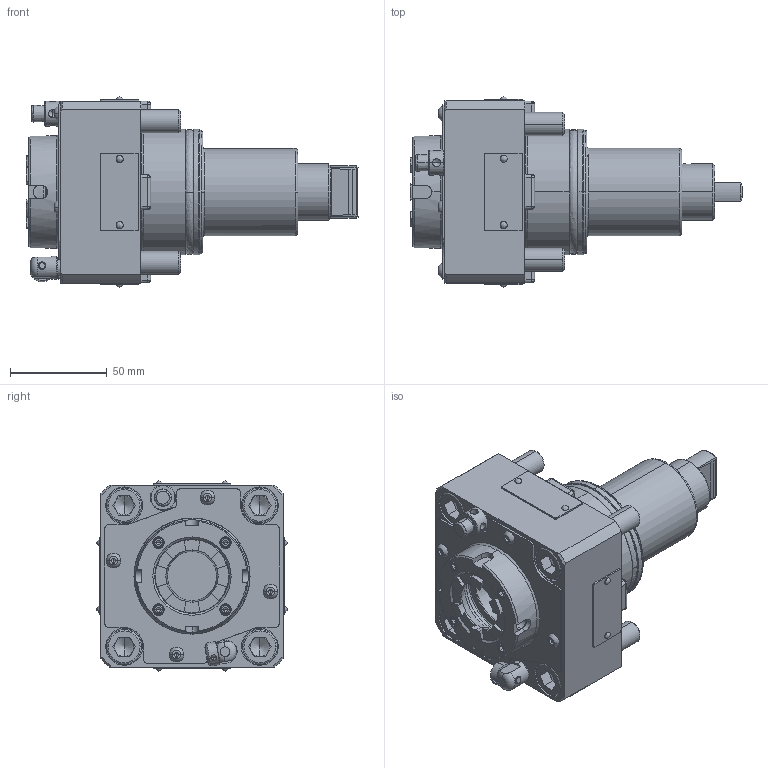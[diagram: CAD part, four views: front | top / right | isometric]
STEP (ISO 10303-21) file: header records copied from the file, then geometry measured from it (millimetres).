
FILE_DESCRIPTION (( 'STEP AP203' ), '1' );
FILE_NAME ('04-0769.STEP', '2023-04-14T21:33:08', ( '' ), ( '' ), 'SwSTEP 2.0', 'SolidWorks 2022', '' );
FILE_SCHEMA (( 'CONFIG_CONTROL_DESIGN' ));
Length unit declared in the file: inch
Products named in the file (3): ZZ_SW0001; 04-0769; ZZ_SW0001_2
Assembly tree (2 placements, depth 2):
  04-0769
    ZZ_SW0001
    ZZ_SW0001_2
Bounding box: 171.3 x 98.2 x 98.1 mm (x, y, z)
Volume: 559239.3 mm3; surface area: 102731.1 mm2
Topology: 2 solids, 12 shells, 1957 faces, 5397 edges, 3442 vertices
Faces by surface type: cylinder 817, plane 748, cone 234, bspline 146, torus 12
Entity records: 69926 total; most frequent: CARTESIAN_POINT 20545, ORIENTED_EDGE 10598, DIRECTION 10167, EDGE_CURVE 5299, AXIS2_PLACEMENT_3D 3784, VERTEX_POINT 3442, LINE 2599, VECTOR 2599
